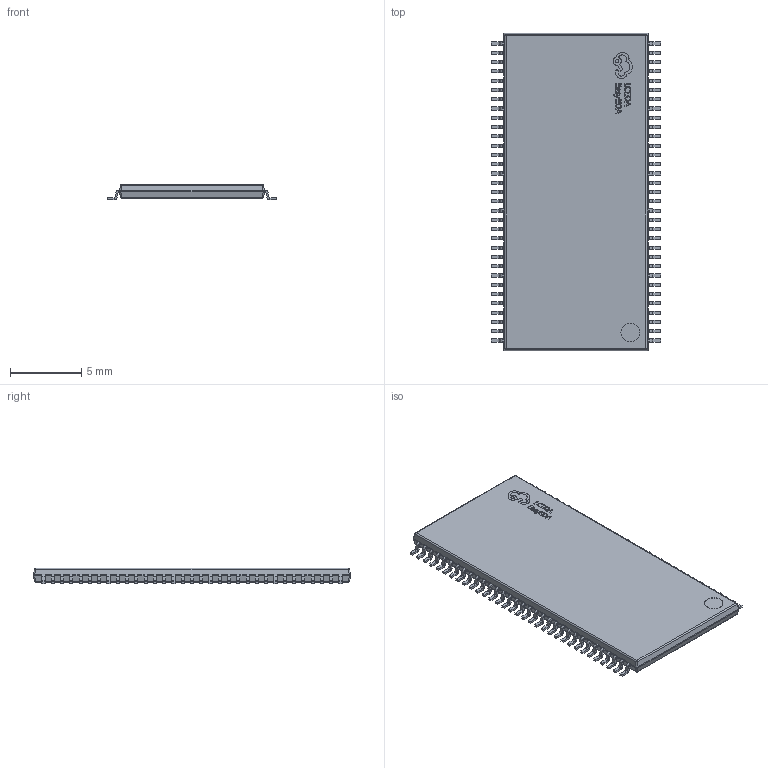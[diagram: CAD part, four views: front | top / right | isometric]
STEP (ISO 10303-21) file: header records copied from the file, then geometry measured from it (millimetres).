
FILE_DESCRIPTION (( 'STEP AP214' ), '1' );
FILE_NAME ('TSOP-66_L22.2-W10.2-P0.65-LS11.9-BR.step', '2022-07-26T10:42:32', ( '' ), ( '' ), 'SwSTEP 2.0', 'SolidWorks 2020', '' );
FILE_SCHEMA (( 'AUTOMOTIVE_DESIGN' ));
Length unit declared in the file: millimetre
Products named in the file (1): TSOP-66_L22.2-W10.2-P0.65-LS11.9-BR
Bounding box: 11.87 x 22.23 x 1.09 mm (x, y, z)
Volume: 223.5 mm3; surface area: 564.3 mm2
Topology: 14 solids, 14 shells, 1919 faces, 4305 edges, 2422 vertices
Faces by surface type: plane 1513, cylinder 286, bspline 112, sphere 8
Entity records: 56234 total; most frequent: CARTESIAN_POINT 10823, ORIENTED_EDGE 8610, DIRECTION 8225, EDGE_CURVE 4305, VECTOR 3497, LINE 3497, VERTEX_POINT 2422, AXIS2_PLACEMENT_3D 2364
